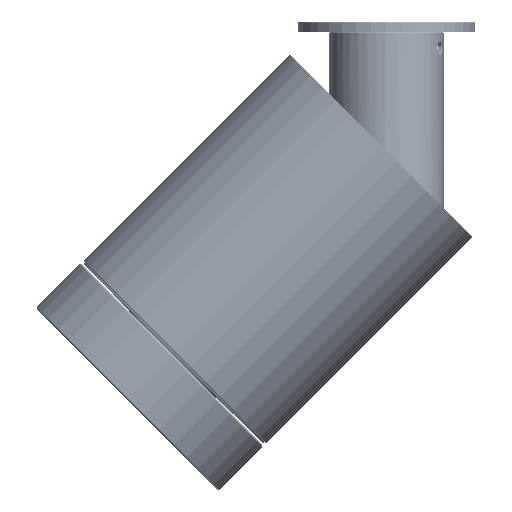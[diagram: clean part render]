
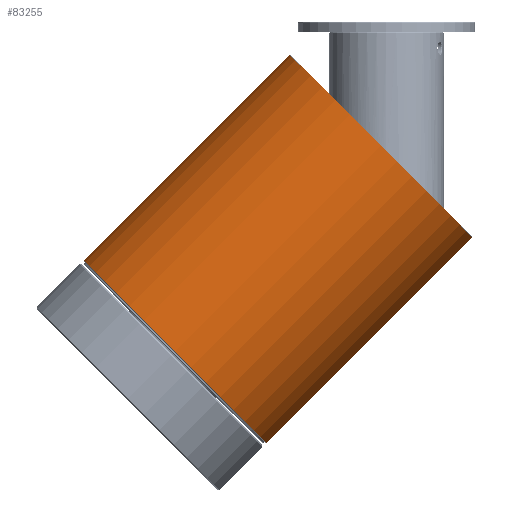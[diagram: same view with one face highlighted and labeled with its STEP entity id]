
A CAD part, top view. The second image highlights one B-rep face of the part: STEP entity #83255.
In plain terms, the highlighted cylindrical face has radius 50.8 mm (diameter 101.6 mm), a full revolution.
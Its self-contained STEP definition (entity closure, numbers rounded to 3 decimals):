
#15016=CIRCLE('',#100686,50.8);
#15017=CIRCLE('',#100687,50.8);
#40976=ORIENTED_EDGE('',*,*,#53316,.T.);
#40977=ORIENTED_EDGE('',*,*,#53317,.F.);
#53316=EDGE_CURVE('',#61453,#61453,#15016,.F.);
#53317=EDGE_CURVE('',#61454,#61454,#15017,.T.);
#61453=VERTEX_POINT('',#200674);
#61454=VERTEX_POINT('',#200676);
#71663=EDGE_LOOP('',(#40976));
#71664=EDGE_LOOP('',(#40977));
#77772=FACE_BOUND('',#71663,.T.);
#77773=FACE_BOUND('',#71664,.T.);
#78553=CYLINDRICAL_SURFACE('',#100685,50.8);
#83255=ADVANCED_FACE('',(#77772,#77773),#78553,.T.);
#100685=AXIS2_PLACEMENT_3D('',#200672,#119261,#119262);
#100686=AXIS2_PLACEMENT_3D('',#200673,#119263,#119264);
#100687=AXIS2_PLACEMENT_3D('',#200675,#119265,#119266);
#119261=DIRECTION('',(-1.,0.,0.));
#119262=DIRECTION('',(0.,-1.,0.));
#119263=DIRECTION('',(-1.,0.,0.));
#119264=DIRECTION('',(0.,0.,1.));
#119265=DIRECTION('',(1.,0.,0.));
#119266=DIRECTION('',(0.,-1.,0.));
#200672=CARTESIAN_POINT('',(0.,0.,0.));
#200673=CARTESIAN_POINT('',(-114.8,0.,0.));
#200674=CARTESIAN_POINT('',(-114.8,0.,50.8));
#200675=CARTESIAN_POINT('',(-0.2,0.,0.));
#200676=CARTESIAN_POINT('',(-0.2,-50.8,0.));
